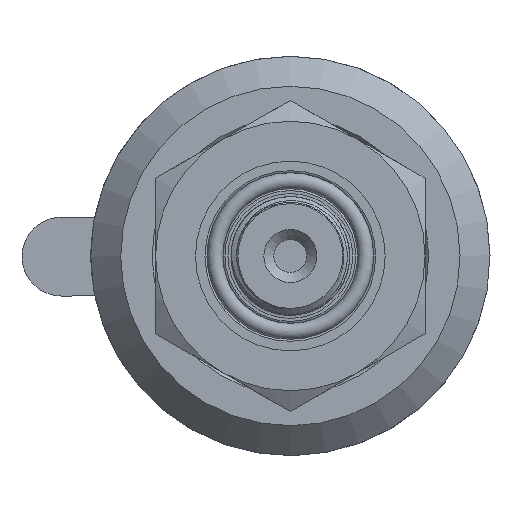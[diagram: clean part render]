
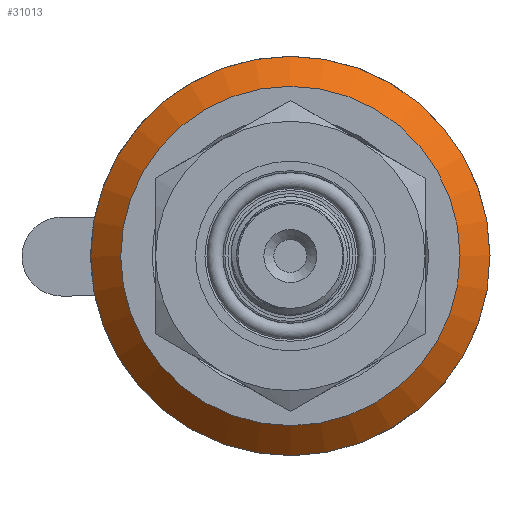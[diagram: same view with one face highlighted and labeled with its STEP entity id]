
A CAD part, left-side view. The second image highlights one B-rep face of the part: STEP entity #31013.
In plain terms, the highlighted conical face has half-angle 45 degrees and reference radius 18.5 mm.
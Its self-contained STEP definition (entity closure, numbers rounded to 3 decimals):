
#577=CONICAL_SURFACE('',#33237,18.5,0.785);
#2974=FACE_OUTER_BOUND('',#4752,.T.);
#4752=EDGE_LOOP('',(#27156,#27157,#27158,#27159));
#5727=CIRCLE('',#33236,20.);
#5728=CIRCLE('',#33238,17.);
#9356=LINE('',#69873,#12308);
#12308=VECTOR('',#39622,18.5);
#14965=VERTEX_POINT('',#69868);
#14966=VERTEX_POINT('',#69872);
#19161=EDGE_CURVE('',#14965,#14965,#5727,.T.);
#19162=EDGE_CURVE('',#14965,#14966,#9356,.T.);
#19163=EDGE_CURVE('',#14966,#14966,#5728,.T.);
#27156=ORIENTED_EDGE('',*,*,#19161,.F.);
#27157=ORIENTED_EDGE('',*,*,#19162,.T.);
#27158=ORIENTED_EDGE('',*,*,#19163,.T.);
#27159=ORIENTED_EDGE('',*,*,#19162,.F.);
#31013=ADVANCED_FACE('',(#2974),#577,.T.);
#33236=AXIS2_PLACEMENT_3D('',#69870,#39618,#39619);
#33237=AXIS2_PLACEMENT_3D('',#69871,#39620,#39621);
#33238=AXIS2_PLACEMENT_3D('',#69874,#39623,#39624);
#39618=DIRECTION('center_axis',(-1.,0.,0.));
#39619=DIRECTION('ref_axis',(0.,0.,
-1.));
#39620=DIRECTION('center_axis',(-1.,0.,0.));
#39621=DIRECTION('ref_axis',(0.,-1.,0.));
#39622=DIRECTION('',(0.707,-0.707,0.));
#39623=DIRECTION('center_axis',(-1.,0.,0.));
#39624=DIRECTION('ref_axis',(0.,0.,
-1.));
#69868=CARTESIAN_POINT('',(21.,20.,0.));
#69870=CARTESIAN_POINT('Origin',(21.,0.,0.));
#69871=CARTESIAN_POINT('Origin',(22.5,0.,0.));
#69872=CARTESIAN_POINT('',(24.,17.,0.));
#69873=CARTESIAN_POINT('',(22.5,18.5,0.));
#69874=CARTESIAN_POINT('Origin',(24.,0.,0.));
